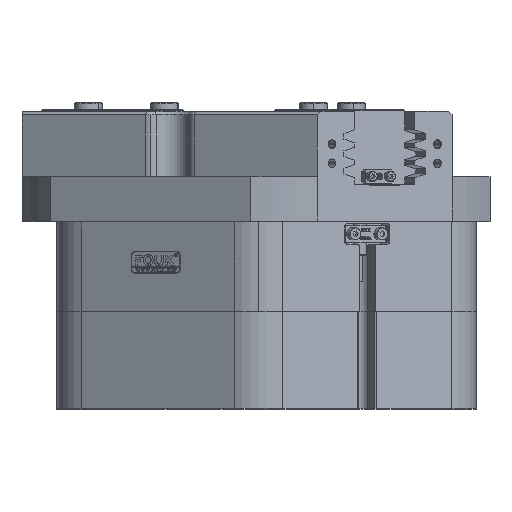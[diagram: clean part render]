
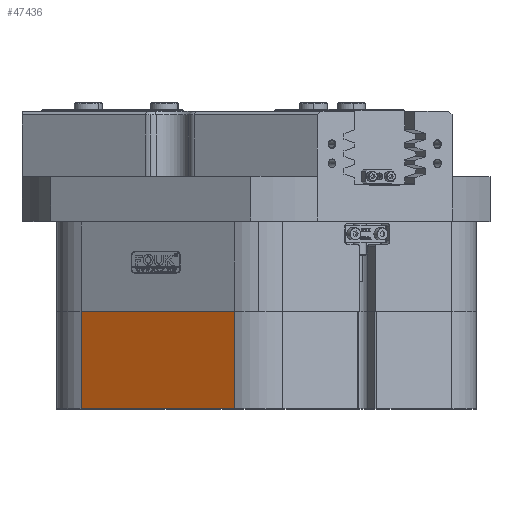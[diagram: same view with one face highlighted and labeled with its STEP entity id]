
A CAD part, top view. The second image highlights one B-rep face of the part: STEP entity #47436.
In plain terms, the highlighted face is planar.
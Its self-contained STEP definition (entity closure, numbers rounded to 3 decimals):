
#195 = CARTESIAN_POINT ( 'NONE',  ( 105., 0., -80.252 ) ) ;
#315 = DIRECTION ( 'NONE',  ( -0.866, 0., -0.5 ) ) ;
#325 = EDGE_CURVE ( 'NONE', #6854, #43551, #21543, .T. ) ;
#472 = VECTOR ( 'NONE', #51463, 1000. ) ;
#4865 = CARTESIAN_POINT ( 'NONE',  ( 61., 0., -105.655 ) ) ;
#6854 = VERTEX_POINT ( 'NONE', #195 ) ;
#7731 = FACE_OUTER_BOUND ( 'NONE', #54612, .T. ) ;
#8806 = DIRECTION ( 'NONE',  ( 0.5, 0., -0.866 ) ) ;
#11315 = ORIENTED_EDGE ( 'NONE', *, *, #31631, .T. ) ;
#12748 = LINE ( 'NONE', #33018, #472 ) ;
#13290 = CARTESIAN_POINT ( 'NONE',  ( 244., 56., 0. ) ) ;
#13440 = VECTOR ( 'NONE', #17106, 1000. ) ;
#13570 = AXIS2_PLACEMENT_3D ( 'NONE', #50153, #8806, #315 ) ;
#16988 = LINE ( 'NONE', #13290, #46368 ) ;
#17106 = DIRECTION ( 'NONE',  ( 0., -1., 0. ) ) ;
#21543 = LINE ( 'NONE', #4865, #56696 ) ;
#22047 = CARTESIAN_POINT ( 'NONE',  ( 105., 56., -80.252 ) ) ;
#22841 = LINE ( 'NONE', #48762, #13440 ) ;
#24602 = VERTEX_POINT ( 'NONE', #22047 ) ;
#26957 = PLANE ( 'NONE',  #13570 ) ;
#29394 = ORIENTED_EDGE ( 'NONE', *, *, #325, .T. ) ;
#31384 = VERTEX_POINT ( 'NONE', #55683 ) ;
#31631 = EDGE_CURVE ( 'NONE', #24602, #6854, #22841, .T. ) ;
#33018 = CARTESIAN_POINT ( 'NONE',  ( 17., 0., -131.059 ) ) ;
#34918 = ORIENTED_EDGE ( 'NONE', *, *, #40434, .F. ) ;
#39941 = EDGE_CURVE ( 'NONE', #43551, #31384, #12748, .T. ) ;
#40434 = EDGE_CURVE ( 'NONE', #24602, #31384, #16988, .T. ) ;
#43551 = VERTEX_POINT ( 'NONE', #53012 ) ;
#46368 = VECTOR ( 'NONE', #50002, 1000. ) ;
#47436 = ADVANCED_FACE ( 'NONE', ( #7731 ), #26957, .T. ) ;
#48762 = CARTESIAN_POINT ( 'NONE',  ( 105., 0., -80.252 ) ) ;
#50002 = DIRECTION ( 'NONE',  ( -0.866, 0., -0.5 ) ) ;
#50153 = CARTESIAN_POINT ( 'NONE',  ( 244., 0., 0. ) ) ;
#50466 = DIRECTION ( 'NONE',  ( -0.866, 0., -0.5 ) ) ;
#51463 = DIRECTION ( 'NONE',  ( 0., 1., 0. ) ) ;
#53012 = CARTESIAN_POINT ( 'NONE',  ( 17., 0., -131.059 ) ) ;
#54612 = EDGE_LOOP ( 'NONE', ( #29394, #58277, #34918, #11315 ) ) ;
#55683 = CARTESIAN_POINT ( 'NONE',  ( 17., 56., -131.059 ) ) ;
#56696 = VECTOR ( 'NONE', #50466, 1000. ) ;
#58277 = ORIENTED_EDGE ( 'NONE', *, *, #39941, .T. ) ;
